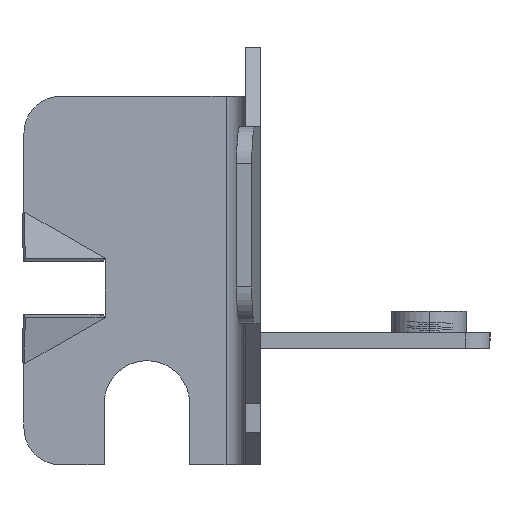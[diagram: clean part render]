
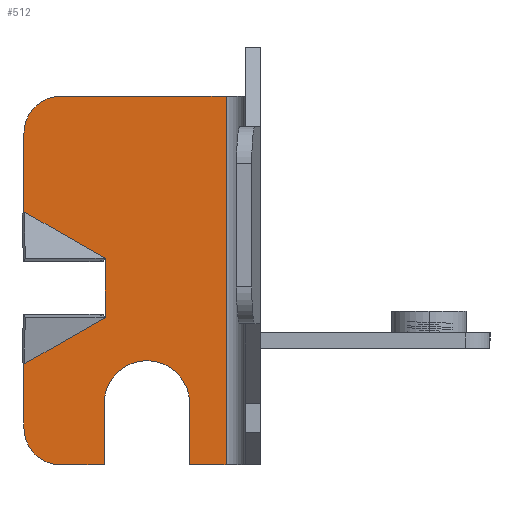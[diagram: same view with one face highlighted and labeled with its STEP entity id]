
A CAD part, left-side view. The second image highlights one B-rep face of the part: STEP entity #512.
In plain terms, the highlighted planar face has unit normal (-1, 0, 0).
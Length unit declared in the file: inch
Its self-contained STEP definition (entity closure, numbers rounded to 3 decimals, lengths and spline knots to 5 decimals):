
#56 = VERTEX_POINT ( 'NONE', #1345 ) ;
#61 = VERTEX_POINT ( 'NONE', #1391 ) ;
#64 = EDGE_CURVE ( 'NONE', #486, #4406, #1389, .T. ) ;
#106 = EDGE_CURVE ( 'NONE', #56, #61, #1447, .T. ) ;
#138 = VERTEX_POINT ( 'NONE', #1468 ) ;
#173 = EDGE_CURVE ( 'NONE', #177, #174, #1546, .T. ) ;
#174 = VERTEX_POINT ( 'NONE', #1542 ) ;
#175 = ORIENTED_EDGE ( 'NONE', *, *, #173, .T. ) ;
#177 = VERTEX_POINT ( 'NONE', #1541 ) ;
#178 = ORIENTED_EDGE ( 'NONE', *, *, #180, .F. ) ;
#179 = VERTEX_POINT ( 'NONE', #1540 ) ;
#180 = EDGE_CURVE ( 'NONE', #177, #179, #1539, .T. ) ;
#181 = ORIENTED_EDGE ( 'NONE', *, *, #182, .F. ) ;
#182 = EDGE_CURVE ( 'NONE', #179, #499, #1535, .T. ) ;
#315 = EDGE_CURVE ( 'NONE', #321, #138, #1863, .T. ) ;
#321 = VERTEX_POINT ( 'NONE', #1904 ) ;
#481 = ORIENTED_EDGE ( 'NONE', *, *, #482, .T. ) ;
#482 = EDGE_CURVE ( 'NONE', #174, #505, #2153, .T. ) ;
#483 = ORIENTED_EDGE ( 'NONE', *, *, #504, .T. ) ;
#484 = ORIENTED_EDGE ( 'NONE', *, *, #485, .T. ) ;
#485 = EDGE_CURVE ( 'NONE', #506, #486, #2154, .T. ) ;
#486 = VERTEX_POINT ( 'NONE', #2206 ) ;
#487 = ORIENTED_EDGE ( 'NONE', *, *, #315, .T. ) ;
#488 = ORIENTED_EDGE ( 'NONE', *, *, #489, .T. ) ;
#489 = EDGE_CURVE ( 'NONE', #138, #61, #2205, .T. ) ;
#490 = ORIENTED_EDGE ( 'NONE', *, *, #106, .F. ) ;
#491 = ORIENTED_EDGE ( 'NONE', *, *, #492, .T. ) ;
#492 = EDGE_CURVE ( 'NONE', #56, #493, #2200, .T. ) ;
#493 = VERTEX_POINT ( 'NONE', #2196 ) ;
#494 = ORIENTED_EDGE ( 'NONE', *, *, #495, .T. ) ;
#495 = EDGE_CURVE ( 'NONE', #493, #496, #2195, .T. ) ;
#496 = VERTEX_POINT ( 'NONE', #2190 ) ;
#497 = ORIENTED_EDGE ( 'NONE', *, *, #498, .T. ) ;
#498 = EDGE_CURVE ( 'NONE', #496, #499, #2189, .T. ) ;
#499 = VERTEX_POINT ( 'NONE', #2185 ) ;
#504 = EDGE_CURVE ( 'NONE', #505, #506, #2236, .T. ) ;
#505 = VERTEX_POINT ( 'NONE', #2232 ) ;
#506 = VERTEX_POINT ( 'NONE', #2231 ) ;
#512 = ADVANCED_FACE ( 'NONE', ( #2222 ), #2221, .T. ) ;
#513 = EDGE_LOOP ( 'NONE', ( #487, #488, #490, #491, #494, #497, #181, #178, #175, #481, #483, #484, #4339, #4407 ) ) ;
#1345 = CARTESIAN_POINT ( 'NONE',  ( 0., 0.287, 0. ) ) ;
#1386 = DIRECTION ( 'NONE',  ( 0., 0., -1. ) ) ;
#1387 = VECTOR ( 'NONE', #1386, 39.37008 ) ;
#1388 = CARTESIAN_POINT ( 'NONE',  ( 0., 0.285, 0.42 ) ) ;
#1389 = LINE ( 'NONE', #1388, #1387 ) ;
#1391 = CARTESIAN_POINT ( 'NONE',  ( 0., 0.375, 0. ) ) ;
#1444 = DIRECTION ( 'NONE',  ( 0., 1., 0. ) ) ;
#1445 = VECTOR ( 'NONE', #1444, 39.37008 ) ;
#1446 = CARTESIAN_POINT ( 'NONE',  ( 0., 0.039, 0. ) ) ;
#1447 = LINE ( 'NONE', #1446, #1445 ) ;
#1468 = CARTESIAN_POINT ( 'NONE',  ( 0., 0.45, 0.075 ) ) ;
#1532 = DIRECTION ( 'NONE',  ( 0., 1., 0. ) ) ;
#1533 = VECTOR ( 'NONE', #1532, 39.37008 ) ;
#1534 = CARTESIAN_POINT ( 'NONE',  ( 0., 0.039, 0. ) ) ;
#1535 = LINE ( 'NONE', #1534, #1533 ) ;
#1536 = DIRECTION ( 'NONE',  ( 0., 0., -1. ) ) ;
#1537 = VECTOR ( 'NONE', #1536, 39.37008 ) ;
#1538 = CARTESIAN_POINT ( 'NONE',  ( 0., 0.039, 0.85 ) ) ;
#1539 = LINE ( 'NONE', #1538, #1537 ) ;
#1540 = CARTESIAN_POINT ( 'NONE',  ( 0., 0.039, 0. ) ) ;
#1541 = CARTESIAN_POINT ( 'NONE',  ( 0., 0.039, 0.75 ) ) ;
#1542 = CARTESIAN_POINT ( 'NONE',  ( 0., 0.375, 0.75 ) ) ;
#1543 = DIRECTION ( 'NONE',  ( 0., 1., 0. ) ) ;
#1544 = VECTOR ( 'NONE', #1543, 39.37008 ) ;
#1545 = CARTESIAN_POINT ( 'NONE',  ( 0., 0.039, 0.75 ) ) ;
#1546 = LINE ( 'NONE', #1545, #1544 ) ;
#1860 = DIRECTION ( 'NONE',  ( 0., 0., -1. ) ) ;
#1861 = VECTOR ( 'NONE', #1860, 39.37008 ) ;
#1862 = CARTESIAN_POINT ( 'NONE',  ( 0., 0.45, 0.85 ) ) ;
#1863 = LINE ( 'NONE', #1862, #1861 ) ;
#1904 = CARTESIAN_POINT ( 'NONE',  ( 0., 0.45, 0.20474 ) ) ;
#2149 = DIRECTION ( 'NONE',  ( 0., 0., 1. ) ) ;
#2150 = DIRECTION ( 'NONE',  ( -1., 0., 0. ) ) ;
#2151 = CARTESIAN_POINT ( 'NONE',  ( 0., 0.375, 0.675 ) ) ;
#2152 = AXIS2_PLACEMENT_3D ( 'NONE', #2151, #2150, #2149 ) ;
#2153 = CIRCLE ( 'NONE', #2152, 0.075 ) ;
#2154 = LINE ( 'NONE', #2209, #2208 ) ;
#2185 = CARTESIAN_POINT ( 'NONE',  ( 0., 0.113, 0. ) ) ;
#2186 = DIRECTION ( 'NONE',  ( 0., 0., -1. ) ) ;
#2187 = VECTOR ( 'NONE', #2186, 39.37008 ) ;
#2188 = CARTESIAN_POINT ( 'NONE',  ( 0., 0.113, 0.125 ) ) ;
#2189 = LINE ( 'NONE', #2188, #2187 ) ;
#2190 = CARTESIAN_POINT ( 'NONE',  ( 0., 0.113, 0.125 ) ) ;
#2191 = DIRECTION ( 'NONE',  ( 0., 0., -1. ) ) ;
#2192 = DIRECTION ( 'NONE',  ( 1., 0., 0. ) ) ;
#2193 = CARTESIAN_POINT ( 'NONE',  ( 0., 0.2, 0.125 ) ) ;
#2194 = AXIS2_PLACEMENT_3D ( 'NONE', #2193, #2192, #2191 ) ;
#2195 = CIRCLE ( 'NONE', #2194, 0.087 ) ;
#2196 = CARTESIAN_POINT ( 'NONE',  ( 0., 0.287, 0.125 ) ) ;
#2197 = DIRECTION ( 'NONE',  ( 0., 0., 1. ) ) ;
#2198 = VECTOR ( 'NONE', #2197, 39.37008 ) ;
#2199 = CARTESIAN_POINT ( 'NONE',  ( 0., 0.287, 0.125 ) ) ;
#2200 = LINE ( 'NONE', #2199, #2198 ) ;
#2201 = DIRECTION ( 'NONE',  ( 0., 0., 1. ) ) ;
#2202 = DIRECTION ( 'NONE',  ( -1., 0., 0. ) ) ;
#2203 = CARTESIAN_POINT ( 'NONE',  ( 0., 0.375, 0.075 ) ) ;
#2204 = AXIS2_PLACEMENT_3D ( 'NONE', #2203, #2202, #2201 ) ;
#2205 = CIRCLE ( 'NONE', #2204, 0.075 ) ;
#2206 = CARTESIAN_POINT ( 'NONE',  ( 0., 0.285, 0.42 ) ) ;
#2207 = DIRECTION ( 'NONE',  ( 0., -0.866, -0.5 ) ) ;
#2208 = VECTOR ( 'NONE', #2207, 39.37008 ) ;
#2209 = CARTESIAN_POINT ( 'NONE',  ( 0., 0.45, 0.51526 ) ) ;
#2217 = DIRECTION ( 'NONE',  ( 0., 0., 1. ) ) ;
#2218 = DIRECTION ( 'NONE',  ( -1., 0., 0. ) ) ;
#2219 = CARTESIAN_POINT ( 'NONE',  ( 0., 0.039, 0.85 ) ) ;
#2220 = AXIS2_PLACEMENT_3D ( 'NONE', #2219, #2218, #2217 ) ;
#2221 = PLANE ( 'NONE',  #2220 ) ;
#2222 = FACE_OUTER_BOUND ( 'NONE', #513, .T. ) ;
#2231 = CARTESIAN_POINT ( 'NONE',  ( 0., 0.45, 0.51526 ) ) ;
#2232 = CARTESIAN_POINT ( 'NONE',  ( 0., 0.45, 0.675 ) ) ;
#2233 = DIRECTION ( 'NONE',  ( 0., 0., -1. ) ) ;
#2234 = VECTOR ( 'NONE', #2233, 39.37008 ) ;
#2235 = CARTESIAN_POINT ( 'NONE',  ( 0., 0.45, 0.85 ) ) ;
#2236 = LINE ( 'NONE', #2235, #2234 ) ;
#4085 = DIRECTION ( 'NONE',  ( 0., 0.866, -0.5 ) ) ;
#4086 = VECTOR ( 'NONE', #4085, 39.37008 ) ;
#4087 = CARTESIAN_POINT ( 'NONE',  ( 0., 0.45, 0.20474 ) ) ;
#4088 = LINE ( 'NONE', #4087, #4086 ) ;
#4193 = CARTESIAN_POINT ( 'NONE',  ( 0., 0.285, 0.3 ) ) ;
#4339 = ORIENTED_EDGE ( 'NONE', *, *, #64, .T. ) ;
#4346 = EDGE_CURVE ( 'NONE', #4406, #321, #4088, .T. ) ;
#4406 = VERTEX_POINT ( 'NONE', #4193 ) ;
#4407 = ORIENTED_EDGE ( 'NONE', *, *, #4346, .T. ) ;
